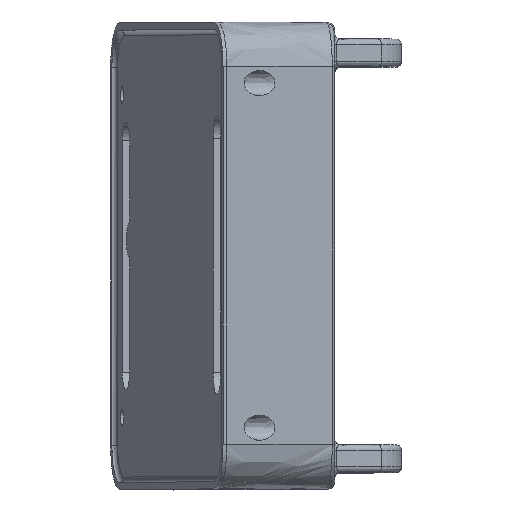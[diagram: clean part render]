
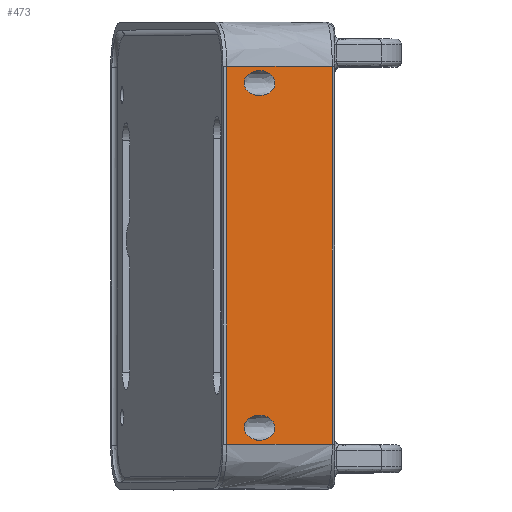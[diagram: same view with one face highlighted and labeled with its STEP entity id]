
A CAD part, top view. The second image highlights one B-rep face of the part: STEP entity #473.
In plain terms, the highlighted planar face has unit normal (0.707, 0, 0.707).
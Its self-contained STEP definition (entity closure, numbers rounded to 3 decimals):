
#78=FACE_BOUND('',#1350,.T.);
#79=FACE_BOUND('',#1351,.T.);
#473=ADVANCED_FACE('',(#884,#78,#79),#6724,.T.);
#884=FACE_OUTER_BOUND('',#1349,.T.);
#1349=EDGE_LOOP('',(#3487,#3488,#3489,#3490));
#1350=EDGE_LOOP('',(#3491,#3492));
#1351=EDGE_LOOP('',(#3493,#3494));
#3487=ORIENTED_EDGE('',*,*,#4636,.F.);
#3488=ORIENTED_EDGE('',*,*,#4642,.F.);
#3489=ORIENTED_EDGE('',*,*,#3688,.F.);
#3490=ORIENTED_EDGE('',*,*,#4643,.T.);
#3491=ORIENTED_EDGE('',*,*,#4644,.T.);
#3492=ORIENTED_EDGE('',*,*,#4674,.T.);
#3493=ORIENTED_EDGE('',*,*,#4645,.T.);
#3494=ORIENTED_EDGE('',*,*,#4677,.T.);
#3688=EDGE_CURVE('',#5892,#5888,#4757,.T.);
#4636=EDGE_CURVE('',#6478,#6477,#5427,.T.);
#4642=EDGE_CURVE('',#5888,#6478,#5430,.T.);
#4643=EDGE_CURVE('',#5892,#6477,#5431,.T.);
#4644=EDGE_CURVE('',#5912,#6495,#5770,.T.);
#4645=EDGE_CURVE('',#5913,#6497,#5771,.T.);
#4674=EDGE_CURVE('',#6495,#5912,#5788,.T.);
#4677=EDGE_CURVE('',#6497,#5913,#5790,.T.);
#4757=B_SPLINE_CURVE_WITH_KNOTS('',1,(#14800,#14801),.UNSPECIFIED.,.F.,
 .F.,(2,2),(0.,68.),.UNSPECIFIED.);
#5427=B_SPLINE_CURVE_WITH_KNOTS('',1,(#18441,#18442),.UNSPECIFIED.,.F.,
 .F.,(2,2),(0.,68.),.UNSPECIFIED.);
#5430=B_SPLINE_CURVE_WITH_KNOTS('',1,(#18456,#18457),.UNSPECIFIED.,.F.,
 .F.,(2,2),(0.,26.806),.UNSPECIFIED.);
#5431=B_SPLINE_CURVE_WITH_KNOTS('',1,(#18458,#18459),.UNSPECIFIED.,.F.,
 .F.,(2,2),(0.,26.806),.UNSPECIFIED.);
#5770=(
BOUNDED_CURVE()
B_SPLINE_CURVE(2,(#18460,#18461,#18462,#18463,#18464),.UNSPECIFIED.,.F.,
 .F.)
B_SPLINE_CURVE_WITH_KNOTS((3,2,3),(0.,6.173,12.346),
 .UNSPECIFIED.)
CURVE()
GEOMETRIC_REPRESENTATION_ITEM()
RATIONAL_B_SPLINE_CURVE((1.,0.707,1.,0.707,1.))
REPRESENTATION_ITEM('')
);
#5771=(
BOUNDED_CURVE()
B_SPLINE_CURVE(2,(#18465,#18466,#18467,#18468,#18469),.UNSPECIFIED.,.F.,
 .F.)
B_SPLINE_CURVE_WITH_KNOTS((3,2,3),(0.,6.173,12.346),
 .UNSPECIFIED.)
CURVE()
GEOMETRIC_REPRESENTATION_ITEM()
RATIONAL_B_SPLINE_CURVE((1.,0.707,1.,0.707,1.))
REPRESENTATION_ITEM('')
);
#5788=(
BOUNDED_CURVE()
B_SPLINE_CURVE(2,(#18566,#18567,#18568,#18569,#18570),.UNSPECIFIED.,.F.,
 .F.)
B_SPLINE_CURVE_WITH_KNOTS((3,2,3),(12.346,18.518,24.691),
 .UNSPECIFIED.)
CURVE()
GEOMETRIC_REPRESENTATION_ITEM()
RATIONAL_B_SPLINE_CURVE((1.,0.707,1.,0.707,1.))
REPRESENTATION_ITEM('')
);
#5790=(
BOUNDED_CURVE()
B_SPLINE_CURVE(2,(#18578,#18579,#18580,#18581,#18582),.UNSPECIFIED.,.F.,
 .F.)
B_SPLINE_CURVE_WITH_KNOTS((3,2,3),(12.346,18.518,24.691),
 .UNSPECIFIED.)
CURVE()
GEOMETRIC_REPRESENTATION_ITEM()
RATIONAL_B_SPLINE_CURVE((1.,0.707,1.,0.707,1.))
REPRESENTATION_ITEM('')
);
#5888=VERTEX_POINT('',#13753);
#5892=VERTEX_POINT('',#13757);
#5912=VERTEX_POINT('',#13777);
#5913=VERTEX_POINT('',#13778);
#6477=VERTEX_POINT('',#14342);
#6478=VERTEX_POINT('',#14343);
#6495=VERTEX_POINT('',#14360);
#6497=VERTEX_POINT('',#14362);
#6724=PLANE('',#7109);
#7109=AXIS2_PLACEMENT_3D('',#13484,#7286,$);
#7286=DIRECTION('',(0.707,0.,0.707));
#13484=CARTESIAN_POINT('',(4.095,93.05,39.122));
#13753=CARTESIAN_POINT('',(-16.875,86.13,60.092));
#13757=CARTESIAN_POINT('',(-16.875,18.13,60.092));
#13777=CARTESIAN_POINT('',(-10.999,85.38,54.216));
#13778=CARTESIAN_POINT('',(-10.999,23.38,54.216));
#14342=CARTESIAN_POINT('',(2.08,18.13,41.138));
#14343=CARTESIAN_POINT('',(2.08,86.13,41.138));
#14360=CARTESIAN_POINT('',(-10.999,80.88,54.216));
#14362=CARTESIAN_POINT('',(-10.999,18.88,54.216));
#14800=CARTESIAN_POINT('',(-16.875,18.13,60.092));
#14801=CARTESIAN_POINT('',(-16.875,86.13,60.092));
#18441=CARTESIAN_POINT('',(2.08,86.13,41.138));
#18442=CARTESIAN_POINT('',(2.08,18.13,41.138));
#18456=CARTESIAN_POINT('',(-16.875,86.13,60.092));
#18457=CARTESIAN_POINT('',(2.08,86.13,41.138));
#18458=CARTESIAN_POINT('',(-16.875,18.13,60.092));
#18459=CARTESIAN_POINT('',(2.08,18.13,41.138));
#18460=CARTESIAN_POINT('',(-10.999,85.38,54.216));
#18461=CARTESIAN_POINT('',(-8.225,85.38,51.442));
#18462=CARTESIAN_POINT('',(-8.225,83.13,51.442));
#18463=CARTESIAN_POINT('',(-8.225,80.88,51.442));
#18464=CARTESIAN_POINT('',(-10.999,80.88,54.216));
#18465=CARTESIAN_POINT('',(-10.999,23.38,54.216));
#18466=CARTESIAN_POINT('',(-8.225,23.38,51.442));
#18467=CARTESIAN_POINT('',(-8.225,21.13,51.442));
#18468=CARTESIAN_POINT('',(-8.225,18.88,51.442));
#18469=CARTESIAN_POINT('',(-10.999,18.88,54.216));
#18566=CARTESIAN_POINT('',(-10.999,80.88,54.216));
#18567=CARTESIAN_POINT('',(-13.773,80.88,56.99));
#18568=CARTESIAN_POINT('',(-13.773,83.13,56.99));
#18569=CARTESIAN_POINT('',(-13.773,85.38,56.99));
#18570=CARTESIAN_POINT('',(-10.999,85.38,54.216));
#18578=CARTESIAN_POINT('',(-10.999,18.88,54.216));
#18579=CARTESIAN_POINT('',(-13.773,18.88,56.99));
#18580=CARTESIAN_POINT('',(-13.773,21.13,56.99));
#18581=CARTESIAN_POINT('',(-13.773,23.38,56.99));
#18582=CARTESIAN_POINT('',(-10.999,23.38,54.216));
